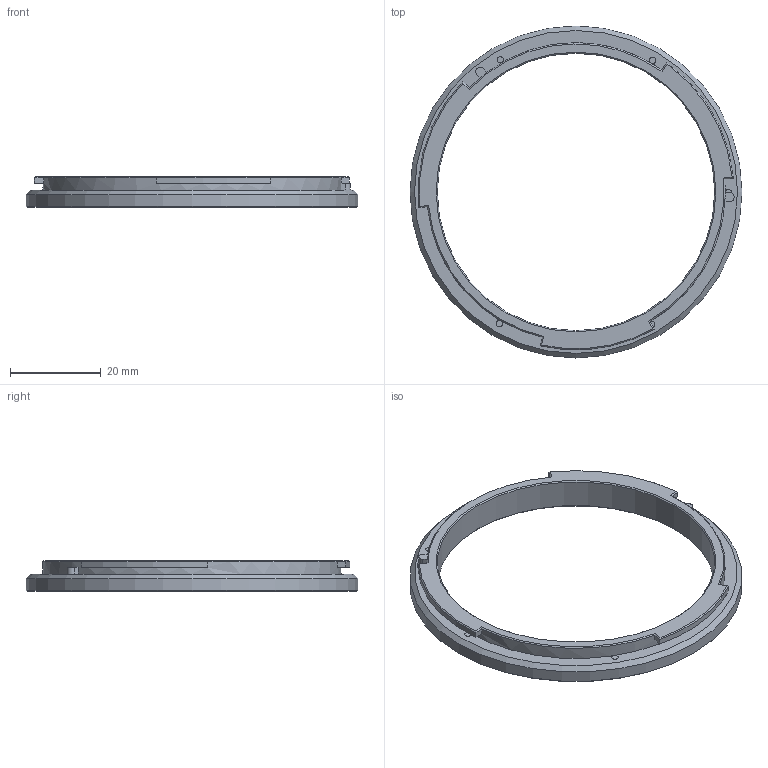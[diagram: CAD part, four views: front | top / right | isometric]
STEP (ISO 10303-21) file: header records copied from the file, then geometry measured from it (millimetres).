
FILE_DESCRIPTION(/* description */ ('Unknown'),/* implementation_level */ '2;1');
FILE_NAME(/* name */ 'bronicaS2A_samyang_24mmTS_flangeS2A',/* time_stamp */ '2026-01-13T14:18:23-05:00',/* author */ ('Unknown'),/* organization */ ('Unknown'),/* preprocessor_version */ 'ST-DEVELOPER v18.1',/* originating_system */ 'Solid Edge',/* authorisation */ 'Unknown');
FILE_SCHEMA (('AUTOMOTIVE_DESIGN {1 0 10303 214 3 1 1}'));
Length unit declared in the file: millimetre
Products named in the file (2): samyang_24mmTS; samyang_24mmTS_mount_bronicaS_flange
Assembly tree (1 placements, depth 2):
  samyang_24mmTS
    samyang_24mmTS_mount_bronicaS_flange
Bounding box: 73 x 73 x 6.8 mm (x, y, z)
Volume: 6252.4 mm3; surface area: 5525.1 mm2
Topology: 1 solids, 1 shells, 55 faces, 129 edges, 83 vertices
Faces by surface type: plane 30, cylinder 14, cone 10, sphere 1
Full cylindrical faces by diameter (mm): 1.4 x6, 61 x1, 65.6 x1, 73 x1
Entity records: 1869 total; most frequent: CARTESIAN_POINT 281, DIRECTION 252, ORIENTED_EDGE 210, EDGE_CURVE 105, AXIS2_PLACEMENT_3D 103, EDGE_LOOP 78, FACE_BOUND 78, VERTEX_POINT 73
